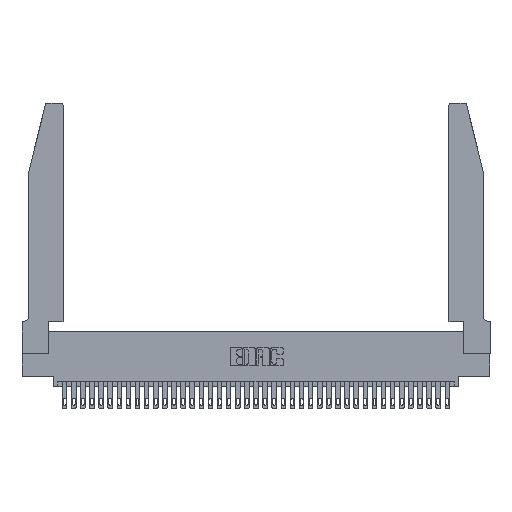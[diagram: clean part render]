
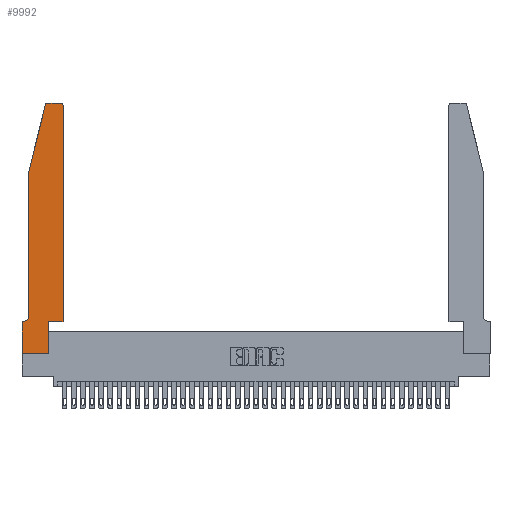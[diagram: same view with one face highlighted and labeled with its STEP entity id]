
A CAD part, top view. The second image highlights one B-rep face of the part: STEP entity #9992.
In plain terms, the highlighted planar face has unit normal (0, 0, 1).
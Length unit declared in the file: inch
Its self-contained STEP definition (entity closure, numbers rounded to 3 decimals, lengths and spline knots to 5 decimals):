
#1548 = CARTESIAN_POINT ( 'NONE',  ( 0.4205, 2.72, 0.37 ) ) ;
#1703 = DIRECTION ( 'NONE',  ( 0., 0., 1. ) ) ;
#2036 = EDGE_LOOP ( 'NONE', ( #37993, #17808, #34410, #32999, #36965, #21642, #28703, #3868, #4376, #36160, #21600, #14226 ) ) ;
#2198 = EDGE_CURVE ( 'NONE', #9844, #27255, #7945, .T. ) ;
#2391 = CARTESIAN_POINT ( 'NONE',  ( 0., 0., 0.37 ) ) ;
#2501 = EDGE_CURVE ( 'NONE', #33500, #8581, #2825, .T. ) ;
#2506 = VERTEX_POINT ( 'NONE', #19914 ) ;
#2566 = DIRECTION ( 'NONE',  ( -1., 0., 0. ) ) ;
#2599 = CARTESIAN_POINT ( 'NONE',  ( 0.0755, 0.35, 0.37 ) ) ;
#2825 = LINE ( 'NONE', #2391, #7912 ) ;
#3346 = CARTESIAN_POINT ( 'NONE',  ( 0.4505, 0.35, 0.37 ) ) ;
#3591 = DIRECTION ( 'NONE',  ( -0.239, -0.971, 0. ) ) ;
#3821 = LINE ( 'NONE', #20243, #37734 ) ;
#3826 = PLANE ( 'NONE',  #27491 ) ;
#3852 = AXIS2_PLACEMENT_3D ( 'NONE', #32055, #20025, #7981 ) ;
#3868 = ORIENTED_EDGE ( 'NONE', *, *, #22429, .T. ) ;
#4112 = DIRECTION ( 'NONE',  ( 1., 0., 0. ) ) ;
#4376 = ORIENTED_EDGE ( 'NONE', *, *, #13132, .T. ) ;
#4754 = AXIS2_PLACEMENT_3D ( 'NONE', #14360, #11226, #2566 ) ;
#5129 = CIRCLE ( 'NONE', #3852, 0.03 ) ;
#5649 = LINE ( 'NONE', #26312, #32506 ) ;
#5679 = LINE ( 'NONE', #23438, #12575 ) ;
#5793 = DIRECTION ( 'NONE',  ( 0., 1., 0. ) ) ;
#6055 = CARTESIAN_POINT ( 'NONE',  ( 0.2865, 0.35, 0.37 ) ) ;
#6262 = CARTESIAN_POINT ( 'NONE',  ( 0.284, 2.75, 0.37 ) ) ;
#6281 = LINE ( 'NONE', #22584, #22052 ) ;
#7517 = DIRECTION ( 'NONE',  ( 0., 0., 1. ) ) ;
#7912 = VECTOR ( 'NONE', #25885, 39.37008 ) ;
#7945 = CIRCLE ( 'NONE', #4754, 0.07 ) ;
#7981 = DIRECTION ( 'NONE',  ( 1., 0., 0. ) ) ;
#8581 = VERTEX_POINT ( 'NONE', #11044 ) ;
#8788 = EDGE_CURVE ( 'NONE', #10896, #37771, #31035, .T. ) ;
#9844 = VERTEX_POINT ( 'NONE', #35288 ) ;
#9992 = ADVANCED_FACE ( 'NONE', ( #37778 ), #3826, .T. ) ;
#10300 = VERTEX_POINT ( 'NONE', #36263 ) ;
#10892 = EDGE_CURVE ( 'NONE', #37771, #35136, #22878, .T. ) ;
#10896 = VERTEX_POINT ( 'NONE', #33139 ) ;
#11044 = CARTESIAN_POINT ( 'NONE',  ( 0., 0., 0.37 ) ) ;
#11226 = DIRECTION ( 'NONE',  ( 0., 0., -1. ) ) ;
#11380 = EDGE_CURVE ( 'NONE', #31443, #10896, #5679, .T. ) ;
#12575 = VECTOR ( 'NONE', #5793, 39.37008 ) ;
#13132 = EDGE_CURVE ( 'NONE', #10300, #18340, #36617, .T. ) ;
#14226 = ORIENTED_EDGE ( 'NONE', *, *, #8788, .T. ) ;
#14360 = CARTESIAN_POINT ( 'NONE',  ( 0.0055, 0.42, 0.37 ) ) ;
#14764 = CARTESIAN_POINT ( 'NONE',  ( 0.2605, 2.75, 0.37 ) ) ;
#16129 = CARTESIAN_POINT ( 'NONE',  ( 0., 0., 0.37 ) ) ;
#17808 = ORIENTED_EDGE ( 'NONE', *, *, #21493, .T. ) ;
#18340 = VERTEX_POINT ( 'NONE', #25721 ) ;
#18793 = VERTEX_POINT ( 'NONE', #22442 ) ;
#18804 = EDGE_CURVE ( 'NONE', #2506, #9844, #6281, .T. ) ;
#18916 = EDGE_CURVE ( 'NONE', #27255, #33500, #32672, .T. ) ;
#19914 = CARTESIAN_POINT ( 'NONE',  ( 0.0755, 2., 0.37 ) ) ;
#20025 = DIRECTION ( 'NONE',  ( 0., 0., 1. ) ) ;
#20226 = DIRECTION ( 'NONE',  ( -1., 0., 0. ) ) ;
#20243 = CARTESIAN_POINT ( 'NONE',  ( 0.4505, 0.35, 0.37 ) ) ;
#20283 = EDGE_CURVE ( 'NONE', #18340, #31443, #3821, .T. ) ;
#21288 = CARTESIAN_POINT ( 'NONE',  ( 0., 0.35, 0.37 ) ) ;
#21493 = EDGE_CURVE ( 'NONE', #35136, #18793, #5129, .T. ) ;
#21600 = ORIENTED_EDGE ( 'NONE', *, *, #11380, .T. ) ;
#21642 = ORIENTED_EDGE ( 'NONE', *, *, #18916, .T. ) ;
#22052 = VECTOR ( 'NONE', #25307, 39.37008 ) ;
#22429 = EDGE_CURVE ( 'NONE', #8581, #10300, #23618, .T. ) ;
#22442 = CARTESIAN_POINT ( 'NONE',  ( 0.25487, 2.72718, 0.37 ) ) ;
#22584 = CARTESIAN_POINT ( 'NONE',  ( 0.0755, 2., 0.37 ) ) ;
#22878 = LINE ( 'NONE', #14764, #24279 ) ;
#23129 = DIRECTION ( 'NONE',  ( 1., 0., 0. ) ) ;
#23438 = CARTESIAN_POINT ( 'NONE',  ( 0.4505, 0.35, 0.37 ) ) ;
#23618 = LINE ( 'NONE', #16129, #38043 ) ;
#24279 = VECTOR ( 'NONE', #25870, 39.37008 ) ;
#25307 = DIRECTION ( 'NONE',  ( 0., -1., 0. ) ) ;
#25434 = DIRECTION ( 'NONE',  ( 1., 0., 0. ) ) ;
#25721 = CARTESIAN_POINT ( 'NONE',  ( 0.2865, 0.35, 0.37 ) ) ;
#25870 = DIRECTION ( 'NONE',  ( -1., 0., 0. ) ) ;
#25885 = DIRECTION ( 'NONE',  ( 0., -1., 0. ) ) ;
#26205 = VECTOR ( 'NONE', #20226, 39.37008 ) ;
#26312 = CARTESIAN_POINT ( 'NONE',  ( 0.0755, 2., 0.37 ) ) ;
#26361 = CARTESIAN_POINT ( 'NONE',  ( 0.0055, 0.35, 0.37 ) ) ;
#27255 = VERTEX_POINT ( 'NONE', #26361 ) ;
#27491 = AXIS2_PLACEMENT_3D ( 'NONE', #21288, #1703, #25434 ) ;
#28703 = ORIENTED_EDGE ( 'NONE', *, *, #2501, .T. ) ;
#31035 = CIRCLE ( 'NONE', #34988, 0.03 ) ;
#31443 = VERTEX_POINT ( 'NONE', #3346 ) ;
#31603 = DIRECTION ( 'NONE',  ( 1., 0., 0. ) ) ;
#32055 = CARTESIAN_POINT ( 'NONE',  ( 0.284, 2.72, 0.37 ) ) ;
#32506 = VECTOR ( 'NONE', #3591, 39.37008 ) ;
#32641 = CARTESIAN_POINT ( 'NONE',  ( 0., 0.35, 0.37 ) ) ;
#32672 = LINE ( 'NONE', #2599, #26205 ) ;
#32885 = VECTOR ( 'NONE', #36238, 39.37008 ) ;
#32999 = ORIENTED_EDGE ( 'NONE', *, *, #18804, .T. ) ;
#33139 = CARTESIAN_POINT ( 'NONE',  ( 0.4505, 2.72, 0.37 ) ) ;
#33500 = VERTEX_POINT ( 'NONE', #32641 ) ;
#33916 = EDGE_CURVE ( 'NONE', #18793, #2506, #5649, .T. ) ;
#34164 = CARTESIAN_POINT ( 'NONE',  ( 0.4205, 2.75, 0.37 ) ) ;
#34410 = ORIENTED_EDGE ( 'NONE', *, *, #33916, .T. ) ;
#34988 = AXIS2_PLACEMENT_3D ( 'NONE', #1548, #7517, #31603 ) ;
#35136 = VERTEX_POINT ( 'NONE', #6262 ) ;
#35288 = CARTESIAN_POINT ( 'NONE',  ( 0.0755, 0.42, 0.37 ) ) ;
#36160 = ORIENTED_EDGE ( 'NONE', *, *, #20283, .T. ) ;
#36238 = DIRECTION ( 'NONE',  ( 0., 1., 0. ) ) ;
#36263 = CARTESIAN_POINT ( 'NONE',  ( 0.2865, 0., 0.37 ) ) ;
#36617 = LINE ( 'NONE', #6055, #32885 ) ;
#36965 = ORIENTED_EDGE ( 'NONE', *, *, #2198, .T. ) ;
#37734 = VECTOR ( 'NONE', #23129, 39.37008 ) ;
#37771 = VERTEX_POINT ( 'NONE', #34164 ) ;
#37778 = FACE_OUTER_BOUND ( 'NONE', #2036, .T. ) ;
#37993 = ORIENTED_EDGE ( 'NONE', *, *, #10892, .T. ) ;
#38043 = VECTOR ( 'NONE', #4112, 39.37008 ) ;
